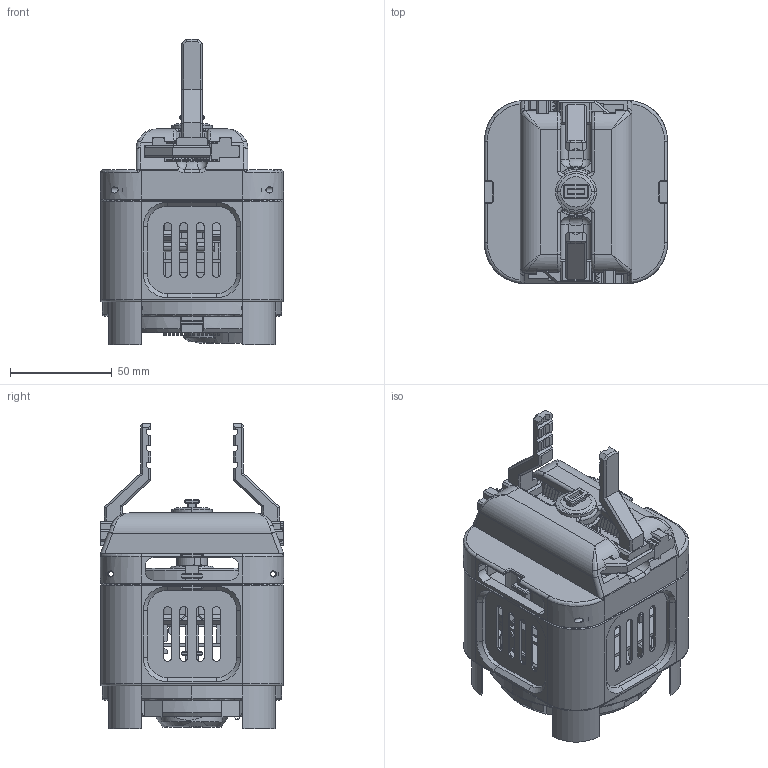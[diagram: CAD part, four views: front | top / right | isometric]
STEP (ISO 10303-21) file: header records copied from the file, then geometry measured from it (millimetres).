
FILE_DESCRIPTION (( 'STEP AP214' ), '1' );
FILE_NAME ('grip-tool.STEP', '2021-12-04T23:55:11', ( '' ), ( '' ), 'SwSTEP 2.0', 'SolidWorks 2020', '' );
FILE_SCHEMA (( 'AUTOMOTIVE_DESIGN' ));
Length unit declared in the file: millimetre
Products named in the file (21): processor plate; connector_f_3508; opening-gear; motor_brd_211123; motor_board_211124; shaft; grip-tool; case; connector_pin; holder; drive-casset; pld_16_211122; motor_211123; cap; grip; connector_m_3508; motherboard; board_semple_3508; case_3508_1; _connecting_module_passive; coupling
Assembly tree (26 placements, depth 3):
  grip-tool
    case
    _connecting_module_passive
      case_3508_1
      connector_m_3508  x3
      board_semple_3508
      connector_f_3508  x3
    drive-casset
    motor_211123
    motor_board_211124
      motor_brd_211123
      pld_16_211122
    holder
    opening-gear
    grip  x2
    motherboard
    processor plate
    connector_pin  x2
    shaft
    coupling
    cap
Bounding box: 90 x 90 x 150 mm (x, y, z)
Volume: 371581.6 mm3; surface area: 199714.5 mm2
Topology: 38 solids, 38 shells, 2645 faces, 6925 edges, 4396 vertices
Faces by surface type: plane 1636, cylinder 628, cone 203, bspline 95, torus 79, sphere 4
Entity records: 72513 total; most frequent: CARTESIAN_POINT 15792, ORIENTED_EDGE 11420, DIRECTION 11151, EDGE_CURVE 5710, LINE 3821, VECTOR 3821, AXIS2_PLACEMENT_3D 3665, VERTEX_POINT 3601
